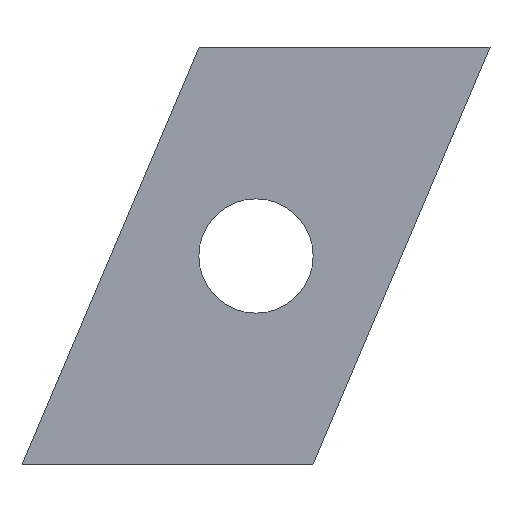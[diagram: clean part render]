
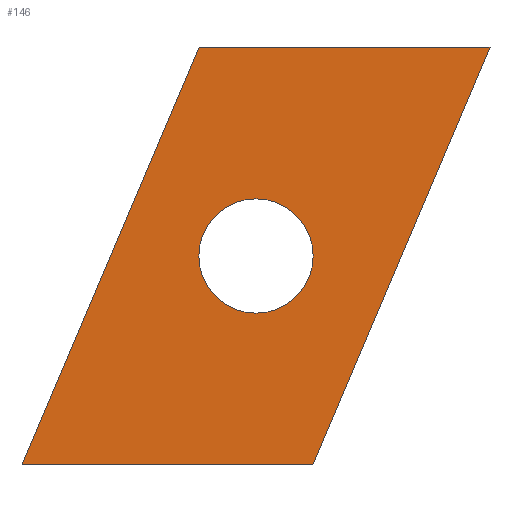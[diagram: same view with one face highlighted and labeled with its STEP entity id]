
A CAD part, front view. The second image highlights one B-rep face of the part: STEP entity #146.
In plain terms, the highlighted planar face has unit normal (0, -1, 0).
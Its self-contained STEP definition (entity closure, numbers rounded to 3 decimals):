
#2 = LINE ( 'NONE', #88, #46 ) ;
#4 = CARTESIAN_POINT ( 'NONE',  ( 0., 0., 3.4 ) ) ;
#11 = DIRECTION ( 'NONE',  ( 0., 1., 0. ) ) ;
#19 = VERTEX_POINT ( 'NONE', #180 ) ;
#22 = ORIENTED_EDGE ( 'NONE', *, *, #36, .F. ) ;
#27 = CARTESIAN_POINT ( 'NONE',  ( -13.913, 0., -12.4 ) ) ;
#28 = ORIENTED_EDGE ( 'NONE', *, *, #140, .T. ) ;
#29 = EDGE_CURVE ( 'NONE', #98, #19, #85, .T. ) ;
#30 = CARTESIAN_POINT ( 'NONE',  ( 0., 0., 0. ) ) ;
#32 = FACE_BOUND ( 'NONE', #200, .T. ) ;
#36 = EDGE_CURVE ( 'NONE', #199, #105, #2, .T. ) ;
#39 = LINE ( 'NONE', #139, #181 ) ;
#46 = VECTOR ( 'NONE', #104, 1000. ) ;
#54 = EDGE_CURVE ( 'NONE', #56, #141, #70, .T. ) ;
#56 = VERTEX_POINT ( 'NONE', #4 ) ;
#64 = DIRECTION ( 'NONE',  ( -1., 0., 0. ) ) ;
#66 = DIRECTION ( 'NONE',  ( 0., 0., 1. ) ) ;
#70 = CIRCLE ( 'NONE', #250, 3.4 ) ;
#71 = CARTESIAN_POINT ( 'NONE',  ( 13.913, 0., 12.4 ) ) ;
#75 = ORIENTED_EDGE ( 'NONE', *, *, #54, .T. ) ;
#85 = LINE ( 'NONE', #27, #211 ) ;
#88 = CARTESIAN_POINT ( 'NONE',  ( -3.387, 0., 12.4 ) ) ;
#98 = VERTEX_POINT ( 'NONE', #208 ) ;
#103 = ORIENTED_EDGE ( 'NONE', *, *, #257, .F. ) ;
#104 = DIRECTION ( 'NONE',  ( 1., 0., 0. ) ) ;
#105 = VERTEX_POINT ( 'NONE', #71 ) ;
#106 = DIRECTION ( 'NONE',  ( 0., 1., 0. ) ) ;
#108 = PLANE ( 'NONE',  #261 ) ;
#111 = CIRCLE ( 'NONE', #205, 3.4 ) ;
#115 = DIRECTION ( 'NONE',  ( 0.391, 0., 0.921 ) ) ;
#134 = CARTESIAN_POINT ( 'NONE',  ( -3.387, 0., 12.4 ) ) ;
#137 = ORIENTED_EDGE ( 'NONE', *, *, #29, .F. ) ;
#139 = CARTESIAN_POINT ( 'NONE',  ( 3.387, 0., -12.4 ) ) ;
#140 = EDGE_CURVE ( 'NONE', #141, #56, #111, .T. ) ;
#141 = VERTEX_POINT ( 'NONE', #187 ) ;
#143 = DIRECTION ( 'NONE',  ( 0., 1., 0. ) ) ;
#144 = EDGE_LOOP ( 'NONE', ( #103, #137, #182, #22 ) ) ;
#146 = ADVANCED_FACE ( 'NONE', ( #32, #249 ), #108, .F. ) ;
#168 = EDGE_CURVE ( 'NONE', #105, #98, #39, .T. ) ;
#169 = CARTESIAN_POINT ( 'NONE',  ( 0., 0., 0. ) ) ;
#171 = DIRECTION ( 'NONE',  ( -0.391, 0., -0.921 ) ) ;
#180 = CARTESIAN_POINT ( 'NONE',  ( -13.913, 0., -12.4 ) ) ;
#181 = VECTOR ( 'NONE', #171, 1000. ) ;
#182 = ORIENTED_EDGE ( 'NONE', *, *, #168, .F. ) ;
#186 = DIRECTION ( 'NONE',  ( 0., 0., 1. ) ) ;
#187 = CARTESIAN_POINT ( 'NONE',  ( 0., 0., -3.4 ) ) ;
#199 = VERTEX_POINT ( 'NONE', #134 ) ;
#200 = EDGE_LOOP ( 'NONE', ( #75, #28 ) ) ;
#205 = AXIS2_PLACEMENT_3D ( 'NONE', #30, #11, #230 ) ;
#208 = CARTESIAN_POINT ( 'NONE',  ( 3.387, 0., -12.4 ) ) ;
#210 = VECTOR ( 'NONE', #115, 1000. ) ;
#211 = VECTOR ( 'NONE', #64, 1000. ) ;
#216 = CARTESIAN_POINT ( 'NONE',  ( -13.913, 0., -12.4 ) ) ;
#220 = CARTESIAN_POINT ( 'NONE',  ( 0., 0., 0. ) ) ;
#230 = DIRECTION ( 'NONE',  ( 0., 0., 1. ) ) ;
#249 = FACE_OUTER_BOUND ( 'NONE', #144, .T. ) ;
#250 = AXIS2_PLACEMENT_3D ( 'NONE', #220, #143, #66 ) ;
#257 = EDGE_CURVE ( 'NONE', #19, #199, #259, .T. ) ;
#259 = LINE ( 'NONE', #216, #210 ) ;
#261 = AXIS2_PLACEMENT_3D ( 'NONE', #169, #106, #186 ) ;
